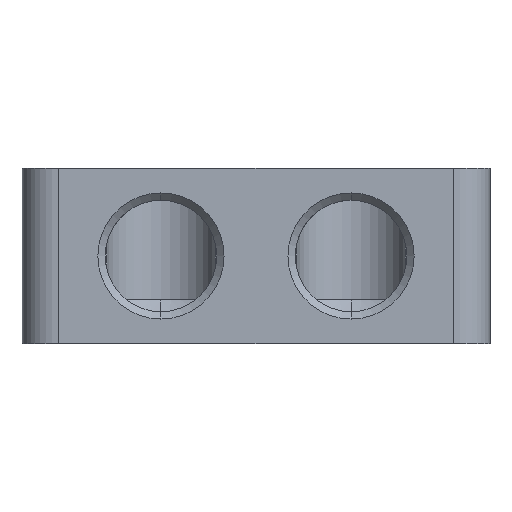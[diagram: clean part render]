
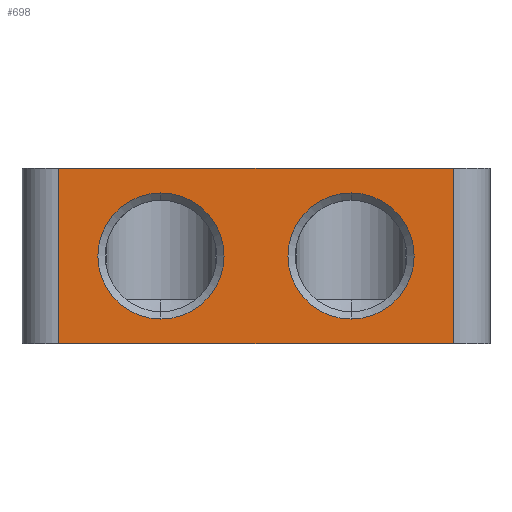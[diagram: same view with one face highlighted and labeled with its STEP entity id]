
A CAD part, front view. The second image highlights one B-rep face of the part: STEP entity #698.
In plain terms, the highlighted planar face has unit normal (0, -1, 0).
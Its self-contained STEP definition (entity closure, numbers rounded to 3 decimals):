
#8 = VERTEX_POINT ( 'NONE', #4233 ) ;
#14 = ORIENTED_EDGE ( 'NONE', *, *, #3375, .T. ) ;
#109 = ORIENTED_EDGE ( 'NONE', *, *, #2513, .T. ) ;
#154 = CIRCLE ( 'NONE', #2794, 8.625 ) ;
#183 = AXIS2_PLACEMENT_3D ( 'NONE', #2126, #678, #2400 ) ;
#311 = CARTESIAN_POINT ( 'NONE',  ( -27., -28.5, 24. ) ) ;
#372 = EDGE_CURVE ( 'NONE', #489, #8, #2769, .T. ) ;
#443 = EDGE_CURVE ( 'NONE', #715, #3624, #1500, .T. ) ;
#489 = VERTEX_POINT ( 'NONE', #2743 ) ;
#493 = CIRCLE ( 'NONE', #3140, 8.625 ) ;
#568 = CIRCLE ( 'NONE', #2401, 8.625 ) ;
#633 = DIRECTION ( 'NONE',  ( 0., 0., 1. ) ) ;
#650 = CARTESIAN_POINT ( 'NONE',  ( 13., -28.5, 20.625 ) ) ;
#663 = CARTESIAN_POINT ( 'NONE',  ( -27., -28.5, 24. ) ) ;
#678 = DIRECTION ( 'NONE',  ( 0., 1., 0. ) ) ;
#698 = ADVANCED_FACE ( 'NONE', ( #1998, #2712, #2388 ), #3408, .F. ) ;
#715 = VERTEX_POINT ( 'NONE', #4435 ) ;
#724 = EDGE_CURVE ( 'NONE', #489, #3709, #4138, .T. ) ;
#951 = CARTESIAN_POINT ( 'NONE',  ( 13., -28.5, 12. ) ) ;
#985 = DIRECTION ( 'NONE',  ( 1., 0., 0. ) ) ;
#1222 = DIRECTION ( 'NONE',  ( 1., 0., 0. ) ) ;
#1224 = EDGE_CURVE ( 'NONE', #3709, #3330, #3713, .T. ) ;
#1377 = CARTESIAN_POINT ( 'NONE',  ( -27., -28.5, 24. ) ) ;
#1406 = EDGE_CURVE ( 'NONE', #2951, #3993, #154, .T. ) ;
#1433 = DIRECTION ( 'NONE',  ( 0., 0., -1. ) ) ;
#1436 = ORIENTED_EDGE ( 'NONE', *, *, #2745, .T. ) ;
#1455 = ORIENTED_EDGE ( 'NONE', *, *, #372, .T. ) ;
#1462 = EDGE_LOOP ( 'NONE', ( #1436, #4242 ) ) ;
#1500 = CIRCLE ( 'NONE', #183, 8.625 ) ;
#1527 = ORIENTED_EDGE ( 'NONE', *, *, #724, .F. ) ;
#1624 = DIRECTION ( 'NONE',  ( 0., 0., -1. ) ) ;
#1662 = DIRECTION ( 'NONE',  ( 0., 1., 0. ) ) ;
#1861 = CARTESIAN_POINT ( 'NONE',  ( 27., -28.5, 24. ) ) ;
#1998 = FACE_BOUND ( 'NONE', #4044, .T. ) ;
#2056 = VECTOR ( 'NONE', #1624, 1000. ) ;
#2126 = CARTESIAN_POINT ( 'NONE',  ( -13., -28.5, 12. ) ) ;
#2159 = AXIS2_PLACEMENT_3D ( 'NONE', #663, #4186, #2366 ) ;
#2323 = CARTESIAN_POINT ( 'NONE',  ( -27., -28.5, 0. ) ) ;
#2358 = CARTESIAN_POINT ( 'NONE',  ( 27., -28.5, 24. ) ) ;
#2366 = DIRECTION ( 'NONE',  ( 0., 0., 1. ) ) ;
#2381 = CARTESIAN_POINT ( 'NONE',  ( -13., -28.5, 12. ) ) ;
#2388 = FACE_OUTER_BOUND ( 'NONE', #3951, .T. ) ;
#2400 = DIRECTION ( 'NONE',  ( 0., 0., 1. ) ) ;
#2401 = AXIS2_PLACEMENT_3D ( 'NONE', #2757, #4165, #2785 ) ;
#2513 = EDGE_CURVE ( 'NONE', #3993, #2951, #568, .T. ) ;
#2573 = CARTESIAN_POINT ( 'NONE',  ( -13., -28.5, 3.375 ) ) ;
#2712 = FACE_BOUND ( 'NONE', #1462, .T. ) ;
#2742 = ORIENTED_EDGE ( 'NONE', *, *, #1406, .T. ) ;
#2743 = CARTESIAN_POINT ( 'NONE',  ( -27., -28.5, 24. ) ) ;
#2745 = EDGE_CURVE ( 'NONE', #3624, #715, #493, .T. ) ;
#2757 = CARTESIAN_POINT ( 'NONE',  ( 13., -28.5, 12. ) ) ;
#2769 = LINE ( 'NONE', #311, #4437 ) ;
#2785 = DIRECTION ( 'NONE',  ( 0., 0., 1. ) ) ;
#2794 = AXIS2_PLACEMENT_3D ( 'NONE', #951, #1662, #4422 ) ;
#2846 = VECTOR ( 'NONE', #1222, 1000. ) ;
#2951 = VERTEX_POINT ( 'NONE', #650 ) ;
#3022 = ORIENTED_EDGE ( 'NONE', *, *, #1224, .F. ) ;
#3140 = AXIS2_PLACEMENT_3D ( 'NONE', #2381, #3781, #633 ) ;
#3330 = VERTEX_POINT ( 'NONE', #3654 ) ;
#3375 = EDGE_CURVE ( 'NONE', #8, #3330, #4030, .T. ) ;
#3408 = PLANE ( 'NONE',  #2159 ) ;
#3624 = VERTEX_POINT ( 'NONE', #2573 ) ;
#3654 = CARTESIAN_POINT ( 'NONE',  ( 27., -28.5, 0. ) ) ;
#3709 = VERTEX_POINT ( 'NONE', #1861 ) ;
#3713 = LINE ( 'NONE', #2358, #2056 ) ;
#3777 = VECTOR ( 'NONE', #985, 1000. ) ;
#3781 = DIRECTION ( 'NONE',  ( 0., 1., 0. ) ) ;
#3951 = EDGE_LOOP ( 'NONE', ( #14, #3022, #1527, #1455 ) ) ;
#3993 = VERTEX_POINT ( 'NONE', #4249 ) ;
#4030 = LINE ( 'NONE', #2323, #2846 ) ;
#4044 = EDGE_LOOP ( 'NONE', ( #109, #2742 ) ) ;
#4138 = LINE ( 'NONE', #1377, #3777 ) ;
#4165 = DIRECTION ( 'NONE',  ( 0., 1., 0. ) ) ;
#4186 = DIRECTION ( 'NONE',  ( 0., 1., 0. ) ) ;
#4233 = CARTESIAN_POINT ( 'NONE',  ( -27., -28.5, 0. ) ) ;
#4242 = ORIENTED_EDGE ( 'NONE', *, *, #443, .T. ) ;
#4249 = CARTESIAN_POINT ( 'NONE',  ( 13., -28.5, 3.375 ) ) ;
#4422 = DIRECTION ( 'NONE',  ( 0., 0., 1. ) ) ;
#4435 = CARTESIAN_POINT ( 'NONE',  ( -13., -28.5, 20.625 ) ) ;
#4437 = VECTOR ( 'NONE', #1433, 1000. ) ;
